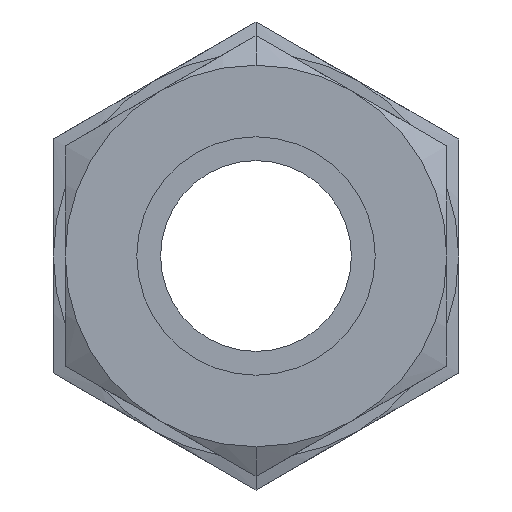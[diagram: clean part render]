
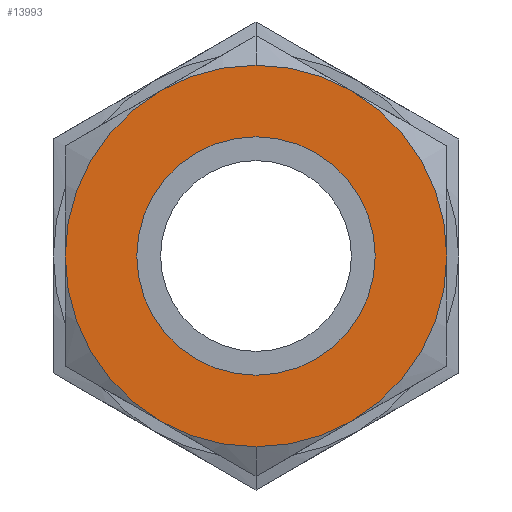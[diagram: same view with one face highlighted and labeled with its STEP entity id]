
A CAD part, left-side view. The second image highlights one B-rep face of the part: STEP entity #13993.
In plain terms, the highlighted planar face has unit normal (-1, 0, 0).
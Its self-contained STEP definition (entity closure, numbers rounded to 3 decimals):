
#232 = CARTESIAN_POINT ( 'NONE',  ( 0., 0., -12.7 ) ) ;
#253 = DIRECTION ( 'NONE',  ( 0., 0., -1. ) ) ;
#513 = DIRECTION ( 'NONE',  ( 1., 0., 0. ) ) ;
#731 = ORIENTED_EDGE ( 'NONE', *, *, #13717, .F. ) ;
#786 = DIRECTION ( 'NONE',  ( 0., 0., -1. ) ) ;
#1505 = AXIS2_PLACEMENT_3D ( 'NONE', #13335, #513, #786 ) ;
#1546 = CIRCLE ( 'NONE', #8136, 7.935 ) ;
#1841 = CARTESIAN_POINT ( 'NONE',  ( 0., 0., -7.935 ) ) ;
#2106 = CIRCLE ( 'NONE', #2700, 7.935 ) ;
#2700 = AXIS2_PLACEMENT_3D ( 'NONE', #14382, #4661, #253 ) ;
#2746 = DIRECTION ( 'NONE',  ( 1., 0., 0. ) ) ;
#2891 = CARTESIAN_POINT ( 'NONE',  ( 0., 0., 12.7 ) ) ;
#3461 = PLANE ( 'NONE',  #7794 ) ;
#3856 = VERTEX_POINT ( 'NONE', #1841 ) ;
#4239 = DIRECTION ( 'NONE',  ( 0., 0., 1. ) ) ;
#4661 = DIRECTION ( 'NONE',  ( 1., 0., 0. ) ) ;
#5514 = DIRECTION ( 'NONE',  ( 1., 0., 0. ) ) ;
#5975 = VERTEX_POINT ( 'NONE', #10313 ) ;
#6464 = DIRECTION ( 'NONE',  ( 0., 0., 1. ) ) ;
#7794 = AXIS2_PLACEMENT_3D ( 'NONE', #9107, #9196, #6464 ) ;
#8136 = AXIS2_PLACEMENT_3D ( 'NONE', #12249, #5514, #12349 ) ;
#8811 = VERTEX_POINT ( 'NONE', #2891 ) ;
#9107 = CARTESIAN_POINT ( 'NONE',  ( 0., 0., 6.35 ) ) ;
#9196 = DIRECTION ( 'NONE',  ( -1., 0., 0. ) ) ;
#9284 = FACE_OUTER_BOUND ( 'NONE', #16449, .T. ) ;
#10313 = CARTESIAN_POINT ( 'NONE',  ( 0., 0., 7.935 ) ) ;
#10713 = ORIENTED_EDGE ( 'NONE', *, *, #13147, .F. ) ;
#10778 = CIRCLE ( 'NONE', #14939, 12.7 ) ;
#10978 = ORIENTED_EDGE ( 'NONE', *, *, #17338, .T. ) ;
#12249 = CARTESIAN_POINT ( 'NONE',  ( 0., 0., 0. ) ) ;
#12349 = DIRECTION ( 'NONE',  ( 0., 0., 1. ) ) ;
#13147 = EDGE_CURVE ( 'NONE', #8811, #13694, #10778, .T. ) ;
#13313 = EDGE_CURVE ( 'NONE', #3856, #5975, #2106, .T. ) ;
#13335 = CARTESIAN_POINT ( 'NONE',  ( 0., 0., 0. ) ) ;
#13694 = VERTEX_POINT ( 'NONE', #232 ) ;
#13717 = EDGE_CURVE ( 'NONE', #13694, #8811, #17045, .T. ) ;
#13993 = ADVANCED_FACE ( 'NONE', ( #14874, #9284 ), #3461, .T. ) ;
#14382 = CARTESIAN_POINT ( 'NONE',  ( 0., 0., 0. ) ) ;
#14874 = FACE_BOUND ( 'NONE', #17005, .T. ) ;
#14939 = AXIS2_PLACEMENT_3D ( 'NONE', #17041, #2746, #4239 ) ;
#14966 = ORIENTED_EDGE ( 'NONE', *, *, #13313, .T. ) ;
#16449 = EDGE_LOOP ( 'NONE', ( #10713, #731 ) ) ;
#17005 = EDGE_LOOP ( 'NONE', ( #14966, #10978 ) ) ;
#17041 = CARTESIAN_POINT ( 'NONE',  ( 0., 0., 0. ) ) ;
#17045 = CIRCLE ( 'NONE', #1505, 12.7 ) ;
#17338 = EDGE_CURVE ( 'NONE', #5975, #3856, #1546, .T. ) ;
